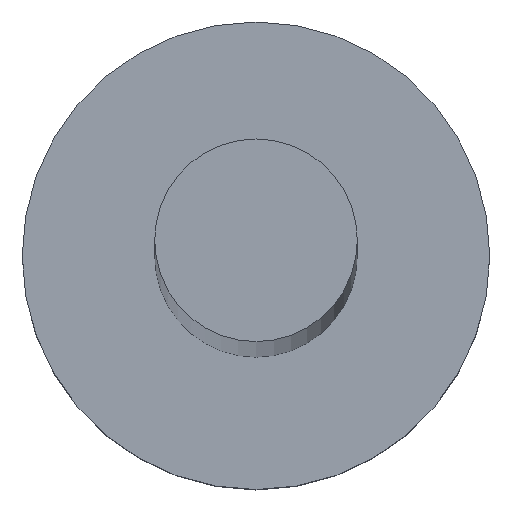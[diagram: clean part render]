
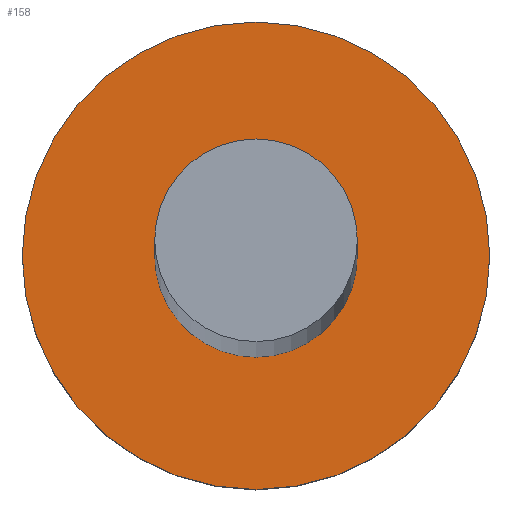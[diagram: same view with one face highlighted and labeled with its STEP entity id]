
A CAD part, top view. The second image highlights one B-rep face of the part: STEP entity #158.
In plain terms, the highlighted planar face has unit normal (0, 0, 1).
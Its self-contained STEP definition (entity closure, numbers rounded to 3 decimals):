
#3 = CARTESIAN_POINT ( 'NONE',  ( 0., 0., 1.5 ) ) ;
#9 = DIRECTION ( 'NONE',  ( 0., 0., 1. ) ) ;
#10 = DIRECTION ( 'NONE',  ( 0., 0., 1. ) ) ;
#14 = CIRCLE ( 'NONE', #246, 1.5 ) ;
#23 = VERTEX_POINT ( 'NONE', #26 ) ;
#26 = CARTESIAN_POINT ( 'NONE',  ( 0.65, 0., 1.5 ) ) ;
#30 = EDGE_CURVE ( 'NONE', #58, #23, #116, .T. ) ;
#36 = ORIENTED_EDGE ( 'NONE', *, *, #208, .F. ) ;
#41 = ORIENTED_EDGE ( 'NONE', *, *, #30, .F. ) ;
#42 = CARTESIAN_POINT ( 'NONE',  ( 0., 0., 1.5 ) ) ;
#48 = VERTEX_POINT ( 'NONE', #221 ) ;
#55 = EDGE_CURVE ( 'NONE', #81, #48, #141, .T. ) ;
#58 = VERTEX_POINT ( 'NONE', #70 ) ;
#60 = ORIENTED_EDGE ( 'NONE', *, *, #55, .T. ) ;
#70 = CARTESIAN_POINT ( 'NONE',  ( -0.65, 0., 1.5 ) ) ;
#74 = CIRCLE ( 'NONE', #157, 0.65 ) ;
#81 = VERTEX_POINT ( 'NONE', #110 ) ;
#86 = DIRECTION ( 'NONE',  ( 0., 0., 1. ) ) ;
#102 = FACE_BOUND ( 'NONE', #241, .T. ) ;
#110 = CARTESIAN_POINT ( 'NONE',  ( -1.5, 0., 1.5 ) ) ;
#116 = CIRCLE ( 'NONE', #227, 0.65 ) ;
#119 = DIRECTION ( 'NONE',  ( 0., 0., 1. ) ) ;
#128 = DIRECTION ( 'NONE',  ( 1., 0., 0. ) ) ;
#135 = EDGE_CURVE ( 'NONE', #48, #81, #14, .T. ) ;
#139 = FACE_OUTER_BOUND ( 'NONE', #238, .T. ) ;
#141 = CIRCLE ( 'NONE', #254, 1.5 ) ;
#143 = CARTESIAN_POINT ( 'NONE',  ( 0., 0., 1.5 ) ) ;
#157 = AXIS2_PLACEMENT_3D ( 'NONE', #143, #86, #128 ) ;
#158 = ADVANCED_FACE ( 'NONE', ( #102, #139 ), #160, .T. ) ;
#160 = PLANE ( 'NONE',  #237 ) ;
#165 = CARTESIAN_POINT ( 'NONE',  ( 0., 0., 1.5 ) ) ;
#169 = CARTESIAN_POINT ( 'NONE',  ( 0., 0., 1.5 ) ) ;
#170 = ORIENTED_EDGE ( 'NONE', *, *, #135, .T. ) ;
#186 = DIRECTION ( 'NONE',  ( 1., 0., 0. ) ) ;
#194 = DIRECTION ( 'NONE',  ( 1., 0., 0. ) ) ;
#208 = EDGE_CURVE ( 'NONE', #23, #58, #74, .T. ) ;
#218 = DIRECTION ( 'NONE',  ( 1., 0., 0. ) ) ;
#221 = CARTESIAN_POINT ( 'NONE',  ( 1.5, 0., 1.5 ) ) ;
#227 = AXIS2_PLACEMENT_3D ( 'NONE', #42, #248, #186 ) ;
#237 = AXIS2_PLACEMENT_3D ( 'NONE', #169, #119, #218 ) ;
#238 = EDGE_LOOP ( 'NONE', ( #60, #170 ) ) ;
#241 = EDGE_LOOP ( 'NONE', ( #41, #36 ) ) ;
#245 = DIRECTION ( 'NONE',  ( 1., 0., 0. ) ) ;
#246 = AXIS2_PLACEMENT_3D ( 'NONE', #165, #9, #194 ) ;
#248 = DIRECTION ( 'NONE',  ( 0., 0., 1. ) ) ;
#254 = AXIS2_PLACEMENT_3D ( 'NONE', #3, #10, #245 ) ;
